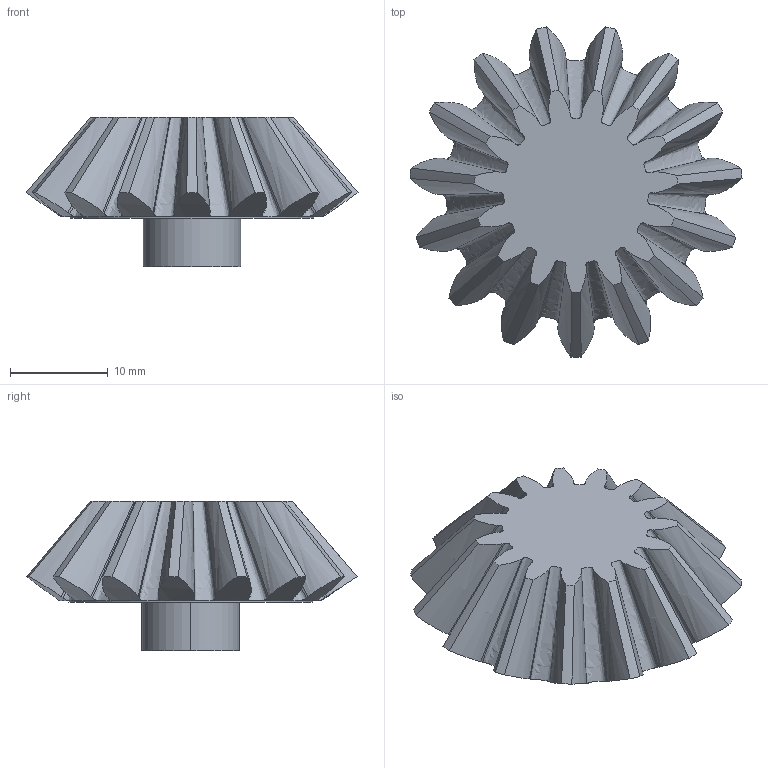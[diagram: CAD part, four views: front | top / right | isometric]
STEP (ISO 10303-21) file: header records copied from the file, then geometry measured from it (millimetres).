
FILE_DESCRIPTION (( 'STEP AP214' ), '1' );
FILE_NAME ('Internal Gear.STEP', '2022-03-11T20:54:28', ( '' ), ( '' ), 'SwSTEP 2.0', 'SolidWorks 2020', '' );
FILE_SCHEMA (( 'AUTOMOTIVE_DESIGN' ));
Length unit declared in the file: millimetre
Products named in the file (1): Internal Gear
Bounding box: 34.03 x 33.85 x 15.35 mm (x, y, z)
Volume: 5419.8 mm3; surface area: 2782.2 mm2
Topology: 1 solids, 1 shells, 114 faces, 330 edges, 220 vertices
Faces by surface type: bspline 45, plane 34, cone 31, cylinder 4
Entity records: 7393 total; most frequent: CARTESIAN_POINT 4793, ORIENTED_EDGE 660, DIRECTION 343, EDGE_CURVE 330, VERTEX_POINT 220, B_SPLINE_CURVE_WITH_KNOTS 181, AXIS2_PLACEMENT_3D 124, EDGE_LOOP 116
